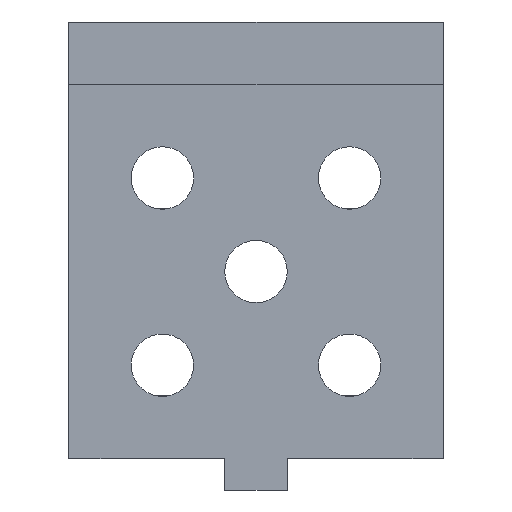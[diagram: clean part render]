
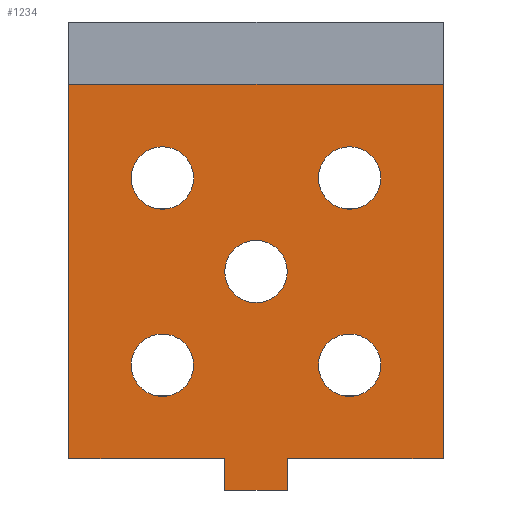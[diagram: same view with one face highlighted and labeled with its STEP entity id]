
A CAD part, front view. The second image highlights one B-rep face of the part: STEP entity #1234.
In plain terms, the highlighted face is planar.
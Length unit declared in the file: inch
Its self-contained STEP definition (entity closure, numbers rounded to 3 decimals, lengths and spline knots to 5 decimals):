
#75=CIRCLE('',#1360,0.5);
#77=CIRCLE('',#1363,0.5);
#79=CIRCLE('',#1366,0.5);
#81=CIRCLE('',#1369,0.5);
#83=CIRCLE('',#1372,0.5);
#106=FACE_BOUND('',#231,.T.);
#107=FACE_BOUND('',#232,.T.);
#108=FACE_BOUND('',#233,.T.);
#109=FACE_BOUND('',#234,.T.);
#110=FACE_BOUND('',#235,.T.);
#167=FACE_OUTER_BOUND('',#230,.T.);
#230=EDGE_LOOP('',(#1063,#1064,#1065,#1066,#1067,#1068,#1069,#1070,#1071,
#1072,#1073,#1074,#1075,#1076,#1077,#1078));
#231=EDGE_LOOP('',(#1079));
#232=EDGE_LOOP('',(#1080));
#233=EDGE_LOOP('',(#1081));
#234=EDGE_LOOP('',(#1082));
#235=EDGE_LOOP('',(#1083));
#335=LINE('',#1921,#484);
#337=LINE('',#1926,#486);
#340=LINE('',#1933,#489);
#343=LINE('',#1939,#492);
#348=LINE('',#1948,#497);
#356=LINE('',#1984,#505);
#358=LINE('',#1989,#507);
#361=LINE('',#1995,#510);
#364=LINE('',#2001,#513);
#367=LINE('',#2007,#516);
#370=LINE('',#2013,#519);
#373=LINE('',#2019,#522);
#376=LINE('',#2023,#525);
#377=LINE('',#2026,#526);
#381=LINE('',#2034,#530);
#384=LINE('',#2038,#533);
#484=VECTOR('',#1567,0.3937);
#486=VECTOR('',#1571,0.3937);
#489=VECTOR('',#1576,0.3937);
#492=VECTOR('',#1581,0.3937);
#497=VECTOR('',#1588,0.3937);
#505=VECTOR('',#1628,0.3937);
#507=VECTOR('',#1632,0.3937);
#510=VECTOR('',#1637,0.3937);
#513=VECTOR('',#1642,0.3937);
#516=VECTOR('',#1647,0.3937);
#519=VECTOR('',#1652,0.3937);
#522=VECTOR('',#1657,0.3937);
#525=VECTOR('',#1662,0.3937);
#526=VECTOR('',#1665,0.3937);
#530=VECTOR('',#1671,0.3937);
#533=VECTOR('',#1676,0.3937);
#603=VERTEX_POINT('',#1915);
#605=VERTEX_POINT('',#1919);
#607=VERTEX_POINT('',#1924);
#608=VERTEX_POINT('',#1929);
#610=VERTEX_POINT('',#1932);
#612=VERTEX_POINT('',#1938);
#615=VERTEX_POINT('',#1946);
#616=VERTEX_POINT('',#1950);
#618=VERTEX_POINT('',#1956);
#620=VERTEX_POINT('',#1962);
#622=VERTEX_POINT('',#1968);
#624=VERTEX_POINT('',#1974);
#627=VERTEX_POINT('',#1982);
#629=VERTEX_POINT('',#1988);
#631=VERTEX_POINT('',#1994);
#633=VERTEX_POINT('',#2000);
#635=VERTEX_POINT('',#2006);
#637=VERTEX_POINT('',#2012);
#639=VERTEX_POINT('',#2018);
#640=VERTEX_POINT('',#2025);
#643=VERTEX_POINT('',#2033);
#739=EDGE_CURVE('',#603,#605,#335,.T.);
#741=EDGE_CURVE('',#607,#605,#337,.T.);
#744=EDGE_CURVE('',#608,#610,#340,.T.);
#747=EDGE_CURVE('',#610,#612,#343,.T.);
#752=EDGE_CURVE('',#608,#615,#348,.T.);
#753=EDGE_CURVE('',#616,#616,#75,.T.);
#756=EDGE_CURVE('',#618,#618,#77,.T.);
#759=EDGE_CURVE('',#620,#620,#79,.T.);
#762=EDGE_CURVE('',#622,#622,#81,.T.);
#765=EDGE_CURVE('',#624,#624,#83,.T.);
#770=EDGE_CURVE('',#615,#627,#356,.T.);
#772=EDGE_CURVE('',#629,#612,#358,.T.);
#775=EDGE_CURVE('',#631,#629,#361,.T.);
#778=EDGE_CURVE('',#633,#631,#364,.T.);
#781=EDGE_CURVE('',#635,#633,#367,.T.);
#784=EDGE_CURVE('',#637,#635,#370,.T.);
#787=EDGE_CURVE('',#639,#637,#373,.T.);
#790=EDGE_CURVE('',#639,#607,#376,.T.);
#791=EDGE_CURVE('',#640,#603,#377,.T.);
#795=EDGE_CURVE('',#643,#640,#381,.T.);
#798=EDGE_CURVE('',#627,#643,#384,.T.);
#1063=ORIENTED_EDGE('',*,*,#798,.T.);
#1064=ORIENTED_EDGE('',*,*,#795,.T.);
#1065=ORIENTED_EDGE('',*,*,#791,.T.);
#1066=ORIENTED_EDGE('',*,*,#739,.T.);
#1067=ORIENTED_EDGE('',*,*,#741,.F.);
#1068=ORIENTED_EDGE('',*,*,#790,.F.);
#1069=ORIENTED_EDGE('',*,*,#787,.T.);
#1070=ORIENTED_EDGE('',*,*,#784,.T.);
#1071=ORIENTED_EDGE('',*,*,#781,.T.);
#1072=ORIENTED_EDGE('',*,*,#778,.T.);
#1073=ORIENTED_EDGE('',*,*,#775,.T.);
#1074=ORIENTED_EDGE('',*,*,#772,.T.);
#1075=ORIENTED_EDGE('',*,*,#747,.F.);
#1076=ORIENTED_EDGE('',*,*,#744,.F.);
#1077=ORIENTED_EDGE('',*,*,#752,.T.);
#1078=ORIENTED_EDGE('',*,*,#770,.T.);
#1079=ORIENTED_EDGE('',*,*,#765,.T.);
#1080=ORIENTED_EDGE('',*,*,#762,.T.);
#1081=ORIENTED_EDGE('',*,*,#759,.T.);
#1082=ORIENTED_EDGE('',*,*,#756,.T.);
#1083=ORIENTED_EDGE('',*,*,#753,.T.);
#1175=PLANE('',#1385);
#1234=ADVANCED_FACE('',(#167,#106,#107,#108,#109,#110),#1175,.T.);
#1360=AXIS2_PLACEMENT_3D('',#1951,#1591,#1592);
#1363=AXIS2_PLACEMENT_3D('',#1957,#1598,#1599);
#1366=AXIS2_PLACEMENT_3D('',#1963,#1605,#1606);
#1369=AXIS2_PLACEMENT_3D('',#1969,#1612,#1613);
#1372=AXIS2_PLACEMENT_3D('',#1975,#1619,#1620);
#1385=AXIS2_PLACEMENT_3D('',#2039,#1677,#1678);
#1567=DIRECTION('',(0.,-1.,0.));
#1571=DIRECTION('',(-1.,0.,0.));
#1576=DIRECTION('',(0.,-1.,0.));
#1581=DIRECTION('',(-1.,0.,0.));
#1588=DIRECTION('',(1.,0.,0.));
#1591=DIRECTION('center_axis',(0.,0.,-1.));
#1592=DIRECTION('ref_axis',(-1.,0.,0.));
#1598=DIRECTION('center_axis',(0.,0.,-1.));
#1599=DIRECTION('ref_axis',(-1.,0.,0.));
#1605=DIRECTION('center_axis',(0.,0.,-1.));
#1606=DIRECTION('ref_axis',(-1.,0.,0.));
#1612=DIRECTION('center_axis',(0.,0.,-1.));
#1613=DIRECTION('ref_axis',(-1.,0.,0.));
#1619=DIRECTION('center_axis',(0.,0.,-1.));
#1620=DIRECTION('ref_axis',(-1.,0.,0.));
#1628=DIRECTION('',(0.,-1.,0.));
#1632=DIRECTION('',(0.,-1.,0.));
#1637=DIRECTION('',(-1.,0.,0.));
#1642=DIRECTION('',(0.,-1.,0.));
#1647=DIRECTION('',(-1.,0.,0.));
#1652=DIRECTION('',(0.,1.,0.));
#1657=DIRECTION('',(-1.,0.,0.));
#1662=DIRECTION('',(0.,-1.,0.));
#1665=DIRECTION('',(1.,0.,0.));
#1671=DIRECTION('',(0.,1.,0.));
#1676=DIRECTION('',(1.,0.,0.));
#1677=DIRECTION('center_axis',(0.,0.,1.));
#1678=DIRECTION('ref_axis',(1.,0.,0.));
#1915=CARTESIAN_POINT('',(5.5,0.,0.2));
#1919=CARTESIAN_POINT('',(5.5,-0.5,0.2));
#1921=CARTESIAN_POINT('',(5.5,0.,0.2));
#1924=CARTESIAN_POINT('',(6.,-0.5,0.2));
#1926=CARTESIAN_POINT('',(6.,-0.5,0.2));
#1929=CARTESIAN_POINT('',(0.5,0.,0.2));
#1932=CARTESIAN_POINT('',(0.5,-0.5,0.2));
#1933=CARTESIAN_POINT('',(0.5,0.,0.2));
#1938=CARTESIAN_POINT('',(0.,-0.5,0.2));
#1939=CARTESIAN_POINT('',(2.5,-0.5,0.2));
#1946=CARTESIAN_POINT('',(2.5,0.,0.2));
#1948=CARTESIAN_POINT('',(0.,0.,0.2));
#1950=CARTESIAN_POINT('',(5.,1.5,0.2));
#1951=CARTESIAN_POINT('Origin',(4.5,1.5,0.2));
#1956=CARTESIAN_POINT('',(5.,4.5,0.2));
#1957=CARTESIAN_POINT('Origin',(4.5,4.5,0.2));
#1962=CARTESIAN_POINT('',(3.5,3.,0.2));
#1963=CARTESIAN_POINT('Origin',(3.,3.,0.2));
#1968=CARTESIAN_POINT('',(2.,4.5,0.2));
#1969=CARTESIAN_POINT('Origin',(1.5,4.5,0.2));
#1974=CARTESIAN_POINT('',(2.,1.5,0.2));
#1975=CARTESIAN_POINT('Origin',(1.5,1.5,0.2));
#1982=CARTESIAN_POINT('',(2.5,-0.5,0.2));
#1984=CARTESIAN_POINT('',(2.5,6.,0.2));
#1988=CARTESIAN_POINT('',(0.,6.,0.2));
#1989=CARTESIAN_POINT('',(0.,6.,0.2));
#1994=CARTESIAN_POINT('',(2.5,6.,0.2));
#1995=CARTESIAN_POINT('',(2.5,6.,0.2));
#2000=CARTESIAN_POINT('',(2.5,6.5,0.2));
#2001=CARTESIAN_POINT('',(2.5,6.5,0.2));
#2006=CARTESIAN_POINT('',(3.5,6.5,0.2));
#2007=CARTESIAN_POINT('',(3.5,6.5,0.2));
#2012=CARTESIAN_POINT('',(3.5,6.,0.2));
#2013=CARTESIAN_POINT('',(3.5,6.,0.2));
#2018=CARTESIAN_POINT('',(6.,6.,0.2));
#2019=CARTESIAN_POINT('',(6.,6.,0.2));
#2023=CARTESIAN_POINT('',(6.,0.,0.2));
#2025=CARTESIAN_POINT('',(3.5,0.,0.2));
#2026=CARTESIAN_POINT('',(0.,0.,0.2));
#2033=CARTESIAN_POINT('',(3.5,-0.5,0.2));
#2034=CARTESIAN_POINT('',(3.5,-0.5,0.2));
#2038=CARTESIAN_POINT('',(2.5,-0.5,0.2));
#2039=CARTESIAN_POINT('Origin',(3.,3.,0.2));
